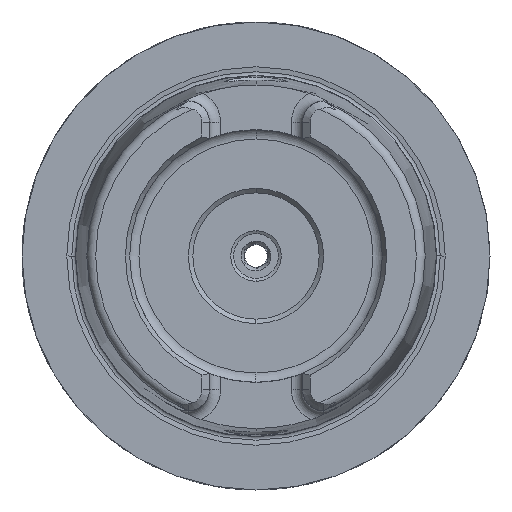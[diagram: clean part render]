
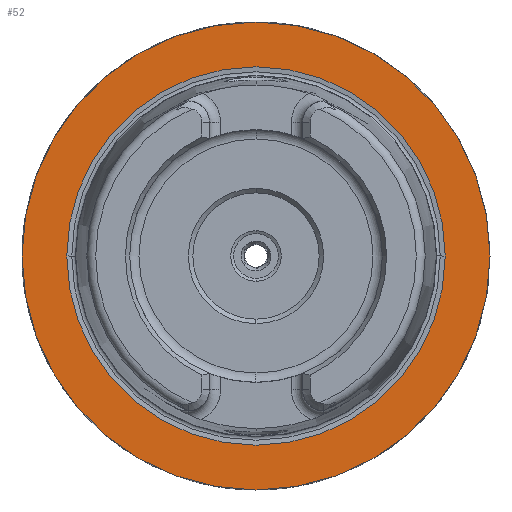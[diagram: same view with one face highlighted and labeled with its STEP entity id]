
A CAD part, left-side view. The second image highlights one B-rep face of the part: STEP entity #52.
In plain terms, the highlighted planar face has unit normal (-1, 0, 0).
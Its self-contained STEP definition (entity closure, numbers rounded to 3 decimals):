
#51 = ORIENTED_EDGE ( 'NONE', *, *, #6435, .T. ) ;
#52 = ADVANCED_FACE ( 'NONE', ( #843, #839 ), #848, .F. ) ;
#53 = EDGE_CURVE ( 'NONE', #6181, #6451, #832, .T. ) ;
#56 = EDGE_LOOP ( 'NONE', ( #57, #58 ) ) ;
#57 = ORIENTED_EDGE ( 'NONE', *, *, #5807, .T. ) ;
#58 = ORIENTED_EDGE ( 'NONE', *, *, #8092, .T. ) ;
#63 = EDGE_LOOP ( 'NONE', ( #51, #71 ) ) ;
#71 = ORIENTED_EDGE ( 'NONE', *, *, #53, .T. ) ;
#809 = CARTESIAN_POINT ( 'NONE',  ( -26., 31.5, 0. ) ) ;
#829 = DIRECTION ( 'NONE',  ( 0., 0., -1. ) ) ;
#830 = DIRECTION ( 'NONE',  ( 1., 0., 0. ) ) ;
#832 = CIRCLE ( 'NONE', #883, 25.474 ) ;
#839 = FACE_OUTER_BOUND ( 'NONE', #56, .T. ) ;
#843 = FACE_BOUND ( 'NONE', #63, .T. ) ;
#844 = AXIS2_PLACEMENT_3D ( 'NONE', #809, #830, #829 ) ;
#848 = PLANE ( 'NONE',  #844 ) ;
#880 = DIRECTION ( 'NONE',  ( 0., 1., 0. ) ) ;
#881 = DIRECTION ( 'NONE',  ( 1., 0., 0. ) ) ;
#882 = CARTESIAN_POINT ( 'NONE',  ( -26., 0., 0. ) ) ;
#883 = AXIS2_PLACEMENT_3D ( 'NONE', #882, #881, #880 ) ;
#2640 = CARTESIAN_POINT ( 'NONE',  ( -26., 0., -31.5 ) ) ;
#2668 = CARTESIAN_POINT ( 'NONE',  ( -26., 0., 31.5 ) ) ;
#2716 = DIRECTION ( 'NONE',  ( 0., 0., 1. ) ) ;
#2718 = DIRECTION ( 'NONE',  ( -1., 0., 0. ) ) ;
#2719 = CIRCLE ( 'NONE', #2727, 31.5 ) ;
#2727 = AXIS2_PLACEMENT_3D ( 'NONE', #2728, #2718, #2716 ) ;
#2728 = CARTESIAN_POINT ( 'NONE',  ( -26., 0., 0. ) ) ;
#3873 = CARTESIAN_POINT ( 'NONE',  ( -26., 25.474, 0. ) ) ;
#4512 = DIRECTION ( 'NONE',  ( 0., 1., 0. ) ) ;
#4513 = DIRECTION ( 'NONE',  ( 1., 0., 0. ) ) ;
#4514 = CARTESIAN_POINT ( 'NONE',  ( -26., 0., 0. ) ) ;
#4524 = CIRCLE ( 'NONE', #4527, 25.474 ) ;
#4527 = AXIS2_PLACEMENT_3D ( 'NONE', #4514, #4513, #4512 ) ;
#4593 = CARTESIAN_POINT ( 'NONE',  ( -26., -25.474, 0. ) ) ;
#5765 = VERTEX_POINT ( 'NONE', #2640 ) ;
#5802 = VERTEX_POINT ( 'NONE', #2668 ) ;
#5807 = EDGE_CURVE ( 'NONE', #5802, #5765, #2719, .T. ) ;
#6181 = VERTEX_POINT ( 'NONE', #3873 ) ;
#6435 = EDGE_CURVE ( 'NONE', #6451, #6181, #4524, .T. ) ;
#6451 = VERTEX_POINT ( 'NONE', #4593 ) ;
#7078 = AXIS2_PLACEMENT_3D ( 'NONE', #7137, #7128, #7127 ) ;
#7127 = DIRECTION ( 'NONE',  ( 0., 0., 1. ) ) ;
#7128 = DIRECTION ( 'NONE',  ( -1., 0., 0. ) ) ;
#7137 = CARTESIAN_POINT ( 'NONE',  ( -26., 0., 0. ) ) ;
#7144 = CIRCLE ( 'NONE', #7078, 31.5 ) ;
#8092 = EDGE_CURVE ( 'NONE', #5765, #5802, #7144, .T. ) ;
